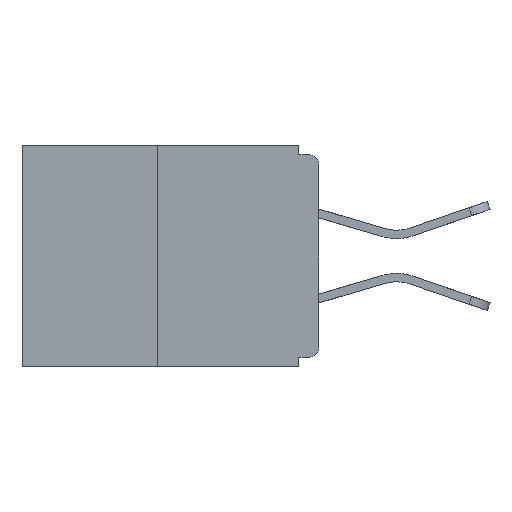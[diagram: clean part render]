
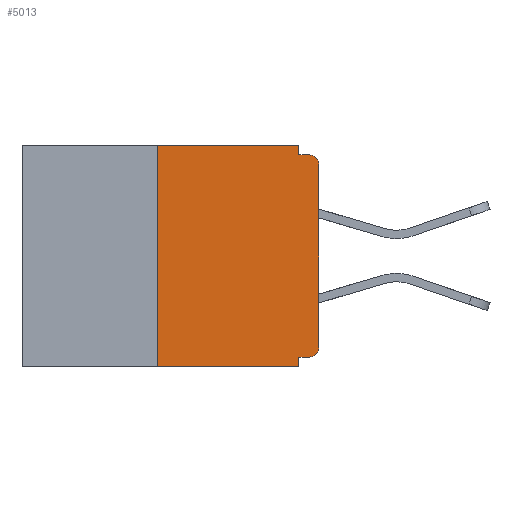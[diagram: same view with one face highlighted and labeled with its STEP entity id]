
A CAD part, left-side view. The second image highlights one B-rep face of the part: STEP entity #5013.
In plain terms, the highlighted planar face has unit normal (-1, 0, 0).
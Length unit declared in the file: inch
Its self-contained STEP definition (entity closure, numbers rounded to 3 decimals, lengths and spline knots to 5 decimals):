
#33 = CARTESIAN_POINT ( 'NONE',  ( 0., 0.46, 0. ) ) ;
#619 = LINE ( 'NONE', #33, #6565 ) ;
#651 = EDGE_CURVE ( 'NONE', #10917, #8803, #12980, .T. ) ;
#671 = CARTESIAN_POINT ( 'NONE',  ( 0., 0., -0.03 ) ) ;
#701 = DIRECTION ( 'NONE',  ( 0., 0., 1. ) ) ;
#832 = EDGE_LOOP ( 'NONE', ( #1948, #5289, #8048, #1407, #4261, #13446, #2982, #2822, #10338, #13653 ) ) ;
#860 = LINE ( 'NONE', #1470, #9436 ) ;
#879 = DIRECTION ( 'NONE',  ( 0., 0., -1. ) ) ;
#1115 = DIRECTION ( 'NONE',  ( 0., -1., 0. ) ) ;
#1147 = EDGE_CURVE ( 'NONE', #2881, #9072, #619, .T. ) ;
#1407 = ORIENTED_EDGE ( 'NONE', *, *, #13173, .F. ) ;
#1470 = CARTESIAN_POINT ( 'NONE',  ( 0., 0.46, -0.343 ) ) ;
#1494 = VERTEX_POINT ( 'NONE', #4667 ) ;
#1522 = VECTOR ( 'NONE', #8852, 39.37008 ) ;
#1830 = CARTESIAN_POINT ( 'NONE',  ( 0., 0.031, -0.343 ) ) ;
#1948 = ORIENTED_EDGE ( 'NONE', *, *, #1147, .F. ) ;
#1971 = DIRECTION ( 'NONE',  ( 1., 0., 0. ) ) ;
#2478 = CARTESIAN_POINT ( 'NONE',  ( 0., 0., -0.015 ) ) ;
#2488 = VECTOR ( 'NONE', #5190, 39.37008 ) ;
#2536 = DIRECTION ( 'NONE',  ( 0., 0., -1. ) ) ;
#2822 = ORIENTED_EDGE ( 'NONE', *, *, #7550, .T. ) ;
#2881 = VERTEX_POINT ( 'NONE', #12460 ) ;
#2971 = LINE ( 'NONE', #4262, #2488 ) ;
#2982 = ORIENTED_EDGE ( 'NONE', *, *, #9117, .T. ) ;
#3146 = CARTESIAN_POINT ( 'NONE',  ( 0., 0.46, 0. ) ) ;
#3664 = VECTOR ( 'NONE', #6717, 39.37008 ) ;
#4194 = LINE ( 'NONE', #11340, #8525 ) ;
#4261 = ORIENTED_EDGE ( 'NONE', *, *, #6127, .F. ) ;
#4262 = CARTESIAN_POINT ( 'NONE',  ( 0., 0.031, -0.343 ) ) ;
#4291 = LINE ( 'NONE', #9854, #1522 ) ;
#4667 = CARTESIAN_POINT ( 'NONE',  ( 0., 0.031, -0.328 ) ) ;
#5013 = ADVANCED_FACE ( 'NONE', ( #6628 ), #8312, .F. ) ;
#5172 = DIRECTION ( 'NONE',  ( 0., 0., 1. ) ) ;
#5190 = DIRECTION ( 'NONE',  ( 0., 0., -1. ) ) ;
#5289 = ORIENTED_EDGE ( 'NONE', *, *, #12633, .F. ) ;
#5312 = VERTEX_POINT ( 'NONE', #6315 ) ;
#5321 = VERTEX_POINT ( 'NONE', #671 ) ;
#5469 = LINE ( 'NONE', #9137, #5980 ) ;
#5657 = VECTOR ( 'NONE', #5172, 39.37008 ) ;
#5704 = CARTESIAN_POINT ( 'NONE',  ( 0., 0.015, -0.015 ) ) ;
#5839 = LINE ( 'NONE', #10653, #5657 ) ;
#5940 = DIRECTION ( 'NONE',  ( 0., 0., -1. ) ) ;
#5980 = VECTOR ( 'NONE', #6978, 39.37008 ) ;
#6024 = CARTESIAN_POINT ( 'NONE',  ( 0., 0., -0.313 ) ) ;
#6127 = EDGE_CURVE ( 'NONE', #10917, #1494, #4291, .T. ) ;
#6315 = CARTESIAN_POINT ( 'NONE',  ( 0., 0.25, -0.343 ) ) ;
#6565 = VECTOR ( 'NONE', #1115, 39.37008 ) ;
#6628 = FACE_OUTER_BOUND ( 'NONE', #832, .T. ) ;
#6650 = AXIS2_PLACEMENT_3D ( 'NONE', #3146, #1971, #879 ) ;
#6717 = DIRECTION ( 'NONE',  ( 0., -1., 0. ) ) ;
#6927 = AXIS2_PLACEMENT_3D ( 'NONE', #13093, #8922, #2536 ) ;
#6978 = DIRECTION ( 'NONE',  ( 0., 0., -1. ) ) ;
#7248 = CARTESIAN_POINT ( 'NONE',  ( 0., 0.031, -0.015 ) ) ;
#7550 = EDGE_CURVE ( 'NONE', #5321, #11568, #11048, .T. ) ;
#8048 = ORIENTED_EDGE ( 'NONE', *, *, #12888, .T. ) ;
#8240 = CARTESIAN_POINT ( 'NONE',  ( 0., 0.015, -0.313 ) ) ;
#8312 = PLANE ( 'NONE',  #6650 ) ;
#8515 = LINE ( 'NONE', #2478, #3664 ) ;
#8525 = VECTOR ( 'NONE', #701, 39.37008 ) ;
#8775 = CARTESIAN_POINT ( 'NONE',  ( 0., 0.015, -0.328 ) ) ;
#8803 = VERTEX_POINT ( 'NONE', #6024 ) ;
#8852 = DIRECTION ( 'NONE',  ( 0., 1., 0. ) ) ;
#8922 = DIRECTION ( 'NONE',  ( -1., 0., 0. ) ) ;
#9072 = VERTEX_POINT ( 'NONE', #11072 ) ;
#9117 = EDGE_CURVE ( 'NONE', #8803, #5321, #4194, .T. ) ;
#9137 = CARTESIAN_POINT ( 'NONE',  ( 0., 0.031, 0. ) ) ;
#9234 = VERTEX_POINT ( 'NONE', #7248 ) ;
#9436 = VECTOR ( 'NONE', #13155, 39.37008 ) ;
#9613 = AXIS2_PLACEMENT_3D ( 'NONE', #8240, #10350, #5940 ) ;
#9854 = CARTESIAN_POINT ( 'NONE',  ( 0., 0., -0.328 ) ) ;
#10338 = ORIENTED_EDGE ( 'NONE', *, *, #11806, .F. ) ;
#10350 = DIRECTION ( 'NONE',  ( -1., 0., 0. ) ) ;
#10653 = CARTESIAN_POINT ( 'NONE',  ( 0., 0.25, 0. ) ) ;
#10658 = VERTEX_POINT ( 'NONE', #1830 ) ;
#10917 = VERTEX_POINT ( 'NONE', #8775 ) ;
#11048 = CIRCLE ( 'NONE', #6927, 0.015 ) ;
#11072 = CARTESIAN_POINT ( 'NONE',  ( 0., 0.031, 0. ) ) ;
#11340 = CARTESIAN_POINT ( 'NONE',  ( 0., 0., 0. ) ) ;
#11568 = VERTEX_POINT ( 'NONE', #5704 ) ;
#11806 = EDGE_CURVE ( 'NONE', #9234, #11568, #8515, .T. ) ;
#12460 = CARTESIAN_POINT ( 'NONE',  ( 0., 0.25, 0. ) ) ;
#12633 = EDGE_CURVE ( 'NONE', #5312, #2881, #5839, .T. ) ;
#12888 = EDGE_CURVE ( 'NONE', #5312, #10658, #860, .T. ) ;
#12980 = CIRCLE ( 'NONE', #9613, 0.015 ) ;
#13093 = CARTESIAN_POINT ( 'NONE',  ( 0., 0.015, -0.03 ) ) ;
#13155 = DIRECTION ( 'NONE',  ( 0., -1., 0. ) ) ;
#13173 = EDGE_CURVE ( 'NONE', #1494, #10658, #2971, .T. ) ;
#13446 = ORIENTED_EDGE ( 'NONE', *, *, #651, .T. ) ;
#13463 = EDGE_CURVE ( 'NONE', #9072, #9234, #5469, .T. ) ;
#13653 = ORIENTED_EDGE ( 'NONE', *, *, #13463, .F. ) ;
